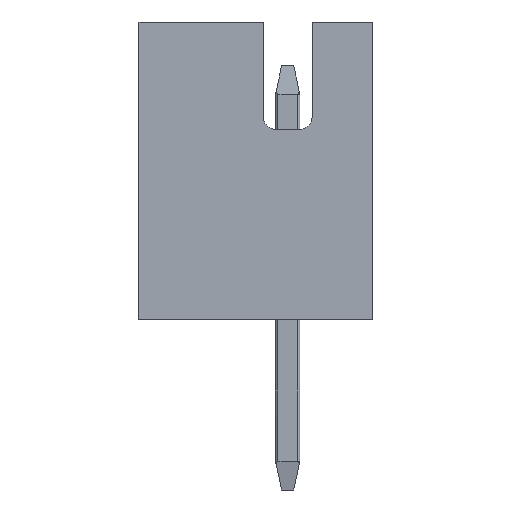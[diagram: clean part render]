
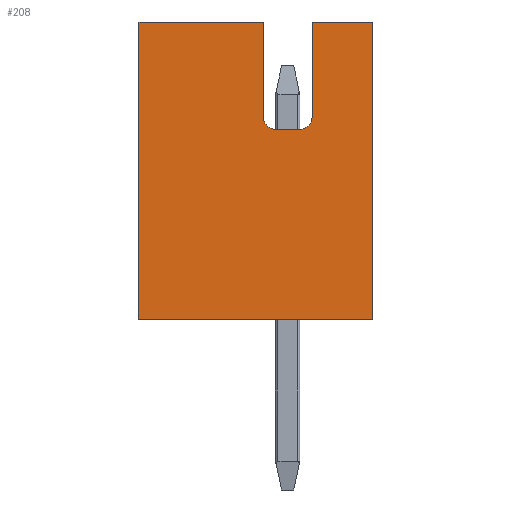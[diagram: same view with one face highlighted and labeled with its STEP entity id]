
A CAD part, left-side view. The second image highlights one B-rep face of the part: STEP entity #208.
In plain terms, the highlighted planar face has unit normal (-1, 0, 0).
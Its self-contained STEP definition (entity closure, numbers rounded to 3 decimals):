
#122 = LINE ( 'NONE', #8703, #13946 ) ;
#140 = VECTOR ( 'NONE', #4625, 1000. ) ;
#175 = VECTOR ( 'NONE', #5529, 1000. ) ;
#208 = ADVANCED_FACE ( 'NONE', ( #12303 ), #5037, .F. ) ;
#210 = EDGE_CURVE ( 'NONE', #5805, #11155, #4195, .T. ) ;
#294 = DIRECTION ( 'NONE',  ( 0., 0., 1. ) ) ;
#559 = CARTESIAN_POINT ( 'NONE',  ( -3., -1.15, 4.15 ) ) ;
#561 = EDGE_CURVE ( 'NONE', #14935, #6241, #5881, .T. ) ;
#697 = CARTESIAN_POINT ( 'NONE',  ( -3., 2.4, 0. ) ) ;
#730 = AXIS2_PLACEMENT_3D ( 'NONE', #14573, #7427, #294 ) ;
#1252 = CARTESIAN_POINT ( 'NONE',  ( -3., -2.4, 6.1 ) ) ;
#1439 = ORIENTED_EDGE ( 'NONE', *, *, #561, .F. ) ;
#1483 = VECTOR ( 'NONE', #3673, 1000. ) ;
#1494 = CIRCLE ( 'NONE', #730, 0.25 ) ;
#1599 = CARTESIAN_POINT ( 'NONE',  ( -3., -0.15, 6.1 ) ) ;
#1605 = VECTOR ( 'NONE', #9027, 1000. ) ;
#1906 = DIRECTION ( 'NONE',  ( 0., 0., -1. ) ) ;
#2156 = CARTESIAN_POINT ( 'NONE',  ( -3., -0.15, 4.15 ) ) ;
#2471 = ORIENTED_EDGE ( 'NONE', *, *, #6373, .T. ) ;
#3074 = DIRECTION ( 'NONE',  ( 1., 0., 0. ) ) ;
#3673 = DIRECTION ( 'NONE',  ( 0., 0., -1. ) ) ;
#3828 = CARTESIAN_POINT ( 'NONE',  ( -3., -0.4, 3.9 ) ) ;
#3843 = DIRECTION ( 'NONE',  ( 0., 0., 1. ) ) ;
#3929 = VERTEX_POINT ( 'NONE', #2156 ) ;
#4157 = EDGE_CURVE ( 'NONE', #3929, #6241, #14995, .T. ) ;
#4195 = LINE ( 'NONE', #697, #1605 ) ;
#4327 = CARTESIAN_POINT ( 'NONE',  ( -3., 2.4, 0. ) ) ;
#4625 = DIRECTION ( 'NONE',  ( 0., -1., 0. ) ) ;
#4846 = EDGE_CURVE ( 'NONE', #14935, #5805, #13346, .T. ) ;
#4954 = DIRECTION ( 'NONE',  ( 0., 0., -1. ) ) ;
#5037 = PLANE ( 'NONE',  #14271 ) ;
#5080 = EDGE_CURVE ( 'NONE', #7636, #3929, #12899, .T. ) ;
#5529 = DIRECTION ( 'NONE',  ( 0., 0., 1. ) ) ;
#5539 = VERTEX_POINT ( 'NONE', #1252 ) ;
#5805 = VERTEX_POINT ( 'NONE', #4327 ) ;
#5806 = VECTOR ( 'NONE', #11357, 1000. ) ;
#5881 = LINE ( 'NONE', #6985, #140 ) ;
#5964 = VERTEX_POINT ( 'NONE', #15024 ) ;
#6025 = AXIS2_PLACEMENT_3D ( 'NONE', #9208, #9855, #3843 ) ;
#6159 = ORIENTED_EDGE ( 'NONE', *, *, #9724, .F. ) ;
#6241 = VERTEX_POINT ( 'NONE', #9526 ) ;
#6373 = EDGE_CURVE ( 'NONE', #10169, #5964, #1494, .T. ) ;
#6985 = CARTESIAN_POINT ( 'NONE',  ( -3., 2.4, 6.1 ) ) ;
#7427 = DIRECTION ( 'NONE',  ( 1., 0., 0. ) ) ;
#7479 = EDGE_CURVE ( 'NONE', #5539, #11155, #122, .T. ) ;
#7513 = ORIENTED_EDGE ( 'NONE', *, *, #5080, .T. ) ;
#7548 = LINE ( 'NONE', #3828, #8172 ) ;
#7560 = ORIENTED_EDGE ( 'NONE', *, *, #4157, .T. ) ;
#7636 = VERTEX_POINT ( 'NONE', #9360 ) ;
#8172 = VECTOR ( 'NONE', #13504, 1000. ) ;
#8703 = CARTESIAN_POINT ( 'NONE',  ( -3., -2.4, 6.1 ) ) ;
#8865 = ORIENTED_EDGE ( 'NONE', *, *, #7479, .F. ) ;
#8960 = CARTESIAN_POINT ( 'NONE',  ( -3., -1.15, 4.15 ) ) ;
#9027 = DIRECTION ( 'NONE',  ( 0., -1., 0. ) ) ;
#9208 = CARTESIAN_POINT ( 'NONE',  ( -3., -0.4, 4.15 ) ) ;
#9256 = ORIENTED_EDGE ( 'NONE', *, *, #210, .T. ) ;
#9360 = CARTESIAN_POINT ( 'NONE',  ( -3., -0.4, 3.9 ) ) ;
#9475 = CARTESIAN_POINT ( 'NONE',  ( -3., 2.4, 6.1 ) ) ;
#9526 = CARTESIAN_POINT ( 'NONE',  ( -3., -0.15, 6.1 ) ) ;
#9664 = EDGE_LOOP ( 'NONE', ( #7513, #7560, #1439, #14595, #9256, #8865, #6159, #14599, #2471, #9820 ) ) ;
#9724 = EDGE_CURVE ( 'NONE', #10575, #5539, #12736, .T. ) ;
#9820 = ORIENTED_EDGE ( 'NONE', *, *, #12614, .T. ) ;
#9855 = DIRECTION ( 'NONE',  ( 1., 0., 0. ) ) ;
#9974 = VECTOR ( 'NONE', #1906, 1000. ) ;
#10169 = VERTEX_POINT ( 'NONE', #559 ) ;
#10292 = CARTESIAN_POINT ( 'NONE',  ( -3., 2.4, 6.1 ) ) ;
#10457 = DIRECTION ( 'NONE',  ( 0., 0., -1. ) ) ;
#10575 = VERTEX_POINT ( 'NONE', #14788 ) ;
#11155 = VERTEX_POINT ( 'NONE', #13622 ) ;
#11357 = DIRECTION ( 'NONE',  ( 0., -1., 0. ) ) ;
#12303 = FACE_OUTER_BOUND ( 'NONE', #9664, .T. ) ;
#12327 = CARTESIAN_POINT ( 'NONE',  ( -3., 2.4, 6.1 ) ) ;
#12579 = CARTESIAN_POINT ( 'NONE',  ( -3., 2.4, 6.1 ) ) ;
#12614 = EDGE_CURVE ( 'NONE', #5964, #7636, #7548, .T. ) ;
#12736 = LINE ( 'NONE', #12579, #5806 ) ;
#12899 = CIRCLE ( 'NONE', #6025, 0.25 ) ;
#13346 = LINE ( 'NONE', #12327, #1483 ) ;
#13504 = DIRECTION ( 'NONE',  ( 0., 1., 0. ) ) ;
#13622 = CARTESIAN_POINT ( 'NONE',  ( -3., -2.4, 0. ) ) ;
#13838 = EDGE_CURVE ( 'NONE', #10575, #10169, #15144, .T. ) ;
#13946 = VECTOR ( 'NONE', #4954, 1000. ) ;
#14271 = AXIS2_PLACEMENT_3D ( 'NONE', #10292, #3074, #10457 ) ;
#14573 = CARTESIAN_POINT ( 'NONE',  ( -3., -0.9, 4.15 ) ) ;
#14595 = ORIENTED_EDGE ( 'NONE', *, *, #4846, .T. ) ;
#14599 = ORIENTED_EDGE ( 'NONE', *, *, #13838, .T. ) ;
#14788 = CARTESIAN_POINT ( 'NONE',  ( -3., -1.15, 6.1 ) ) ;
#14935 = VERTEX_POINT ( 'NONE', #9475 ) ;
#14995 = LINE ( 'NONE', #1599, #175 ) ;
#15024 = CARTESIAN_POINT ( 'NONE',  ( -3., -0.9, 3.9 ) ) ;
#15144 = LINE ( 'NONE', #8960, #9974 ) ;
